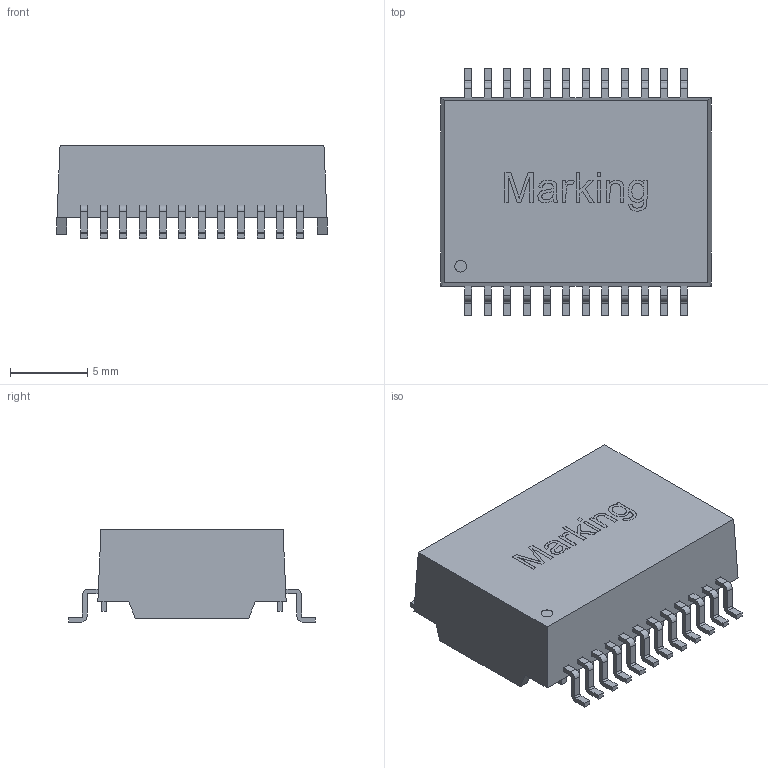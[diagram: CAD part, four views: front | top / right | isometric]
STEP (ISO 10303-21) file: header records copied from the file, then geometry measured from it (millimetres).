
FILE_DESCRIPTION(/* description */ ('Unknown'),/* implementation_level */ '2;1');
FILE_NAME(/* name */ '749024015C',/* time_stamp */ '2019-06-24T13:50:13+02:00',/* author */ ('Unknown'),/* organization */ ('Unknown'),/* preprocessor_version */ 'ST-DEVELOPER v16.7',/* originating_system */ 'DEX',/* authorisation */ $);
FILE_SCHEMA (('AUTOMOTIVE_DESIGN {1 0 10303 214 3 1 1}'));
Length unit declared in the file: millimetre
Products named in the file (3): 749024015C; Body; Pins
Assembly tree (2 placements, depth 2):
  749024015C
    Body
    Pins
Bounding box: 17.6 x 16 x 6 mm (x, y, z)
Volume: 210.9 mm3; surface area: 1185.2 mm2
Topology: 25 solids, 25 shells, 716 faces, 1965 edges, 1310 vertices
Faces by surface type: plane 507, cylinder 193, bspline 16
Full cylindrical faces by diameter (mm): 0.75 x1
Entity records: 25552 total; most frequent: CARTESIAN_POINT 4966, ORIENTED_EDGE 3926, DIRECTION 3631, EDGE_CURVE 1963, LINE 1453, VECTOR 1453, VERTEX_POINT 1310, AXIS2_PLACEMENT_3D 1089
